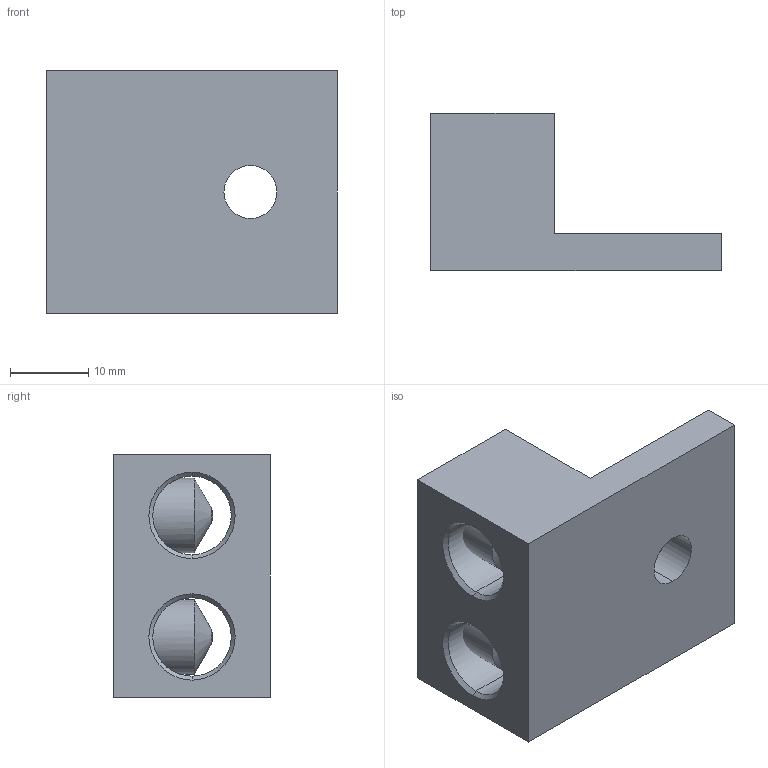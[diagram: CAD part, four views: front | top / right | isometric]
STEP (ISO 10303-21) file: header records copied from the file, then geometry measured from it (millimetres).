
FILE_DESCRIPTION (( 'STEP AP203' ), '1' );
FILE_NAME ('L2A-2_0-1.STEP', '2024-02-26T11:36:13', ( '' ), ( '' ), 'SwSTEP 2.0', 'SolidWorks 2023', '' );
FILE_SCHEMA (( 'CONFIG_CONTROL_DESIGN' ));
Length unit declared in the file: inch
Products named in the file (1): L2A-2_0-1
Bounding box: 37.1 x 20 x 30.95 mm (x, y, z)
Volume: 11064.7 mm3; surface area: 6060.2 mm2
Topology: 3 solids, 3 shells, 50 faces, 120 edges, 76 vertices
Faces by surface type: plane 18, cone 16, cylinder 14, bspline 2
Entity records: 1733 total; most frequent: CARTESIAN_POINT 461, DIRECTION 254, ORIENTED_EDGE 240, EDGE_CURVE 120, AXIS2_PLACEMENT_3D 97, VERTEX_POINT 76, LINE 60, EDGE_LOOP 60
